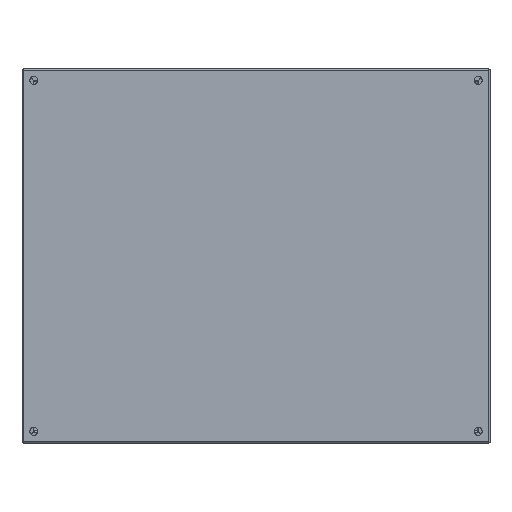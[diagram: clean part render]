
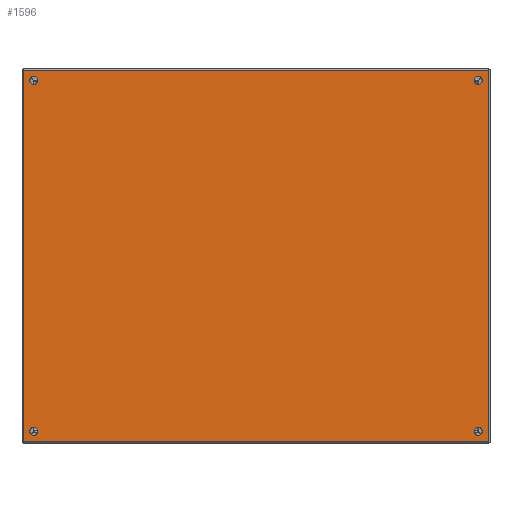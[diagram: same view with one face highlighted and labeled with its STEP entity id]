
A CAD part, top view. The second image highlights one B-rep face of the part: STEP entity #1596.
In plain terms, the highlighted face is planar.
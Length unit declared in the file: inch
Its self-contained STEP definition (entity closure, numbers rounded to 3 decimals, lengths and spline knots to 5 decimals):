
#245 = CARTESIAN_POINT ( 'NONE',  ( 0., 29.25, 11.25 ) ) ;
#1230 = CARTESIAN_POINT ( 'NONE',  ( 0., 29.5, -11.25 ) ) ;
#1596 = ADVANCED_FACE ( 'NONE', ( #26257, #6198, #25636, #19093, #9944 ), #31981, .F. ) ;
#2548 = CIRCLE ( 'NONE', #26135, 0.25 ) ;
#2793 = ORIENTED_EDGE ( 'NONE', *, *, #28371, .T. ) ;
#2998 = DIRECTION ( 'NONE',  ( 0., -1., 0. ) ) ;
#3417 = CARTESIAN_POINT ( 'NONE',  ( 0., 29., 11.25 ) ) ;
#3883 = VECTOR ( 'NONE', #12583, 39.37008 ) ;
#4127 = CARTESIAN_POINT ( 'NONE',  ( 0., 29.928, -11.892 ) ) ;
#4298 = DIRECTION ( 'NONE',  ( 0., -1., 0. ) ) ;
#4981 = CARTESIAN_POINT ( 'NONE',  ( 0., 0.072, 11.892 ) ) ;
#5099 = DIRECTION ( 'NONE',  ( 1., 0., 0. ) ) ;
#5453 = ORIENTED_EDGE ( 'NONE', *, *, #18414, .T. ) ;
#5835 = CARTESIAN_POINT ( 'NONE',  ( 0., 29.25, -11.25 ) ) ;
#6198 = FACE_BOUND ( 'NONE', #41638, .T. ) ;
#6547 = EDGE_CURVE ( 'NONE', #12002, #32961, #22416, .T. ) ;
#6958 = CARTESIAN_POINT ( 'NONE',  ( 0., 29.928, -11.928 ) ) ;
#6965 = EDGE_LOOP ( 'NONE', ( #37995, #13684, #33351, #5453 ) ) ;
#7792 = AXIS2_PLACEMENT_3D ( 'NONE', #8150, #21082, #17891 ) ;
#7886 = AXIS2_PLACEMENT_3D ( 'NONE', #16077, #25620, #12908 ) ;
#8095 = VERTEX_POINT ( 'NONE', #38285 ) ;
#8150 = CARTESIAN_POINT ( 'NONE',  ( 0., 0.75, 11.25 ) ) ;
#8352 = EDGE_CURVE ( 'NONE', #12540, #39667, #21970, .T. ) ;
#8717 = CIRCLE ( 'NONE', #37807, 0.25 ) ;
#8864 = VERTEX_POINT ( 'NONE', #29811 ) ;
#9291 = EDGE_CURVE ( 'NONE', #32961, #12002, #38218, .T. ) ;
#9485 = ORIENTED_EDGE ( 'NONE', *, *, #27044, .T. ) ;
#9944 = FACE_BOUND ( 'NONE', #24380, .T. ) ;
#10152 = ORIENTED_EDGE ( 'NONE', *, *, #9291, .T. ) ;
#10737 = CIRCLE ( 'NONE', #33729, 0.25 ) ;
#11555 = DIRECTION ( 'NONE',  ( 1., 0., 0. ) ) ;
#12002 = VERTEX_POINT ( 'NONE', #18936 ) ;
#12444 = CARTESIAN_POINT ( 'NONE',  ( 0., 0.072, -11.892 ) ) ;
#12540 = VERTEX_POINT ( 'NONE', #12444 ) ;
#12583 = DIRECTION ( 'NONE',  ( 0., 0., 1. ) ) ;
#12808 = LINE ( 'NONE', #28706, #3883 ) ;
#12815 = EDGE_LOOP ( 'NONE', ( #2793, #9485 ) ) ;
#12875 = AXIS2_PLACEMENT_3D ( 'NONE', #15452, #39368, #26458 ) ;
#12908 = DIRECTION ( 'NONE',  ( 0., -1., 0. ) ) ;
#13472 = LINE ( 'NONE', #6958, #40565 ) ;
#13684 = ORIENTED_EDGE ( 'NONE', *, *, #36004, .T. ) ;
#14009 = ORIENTED_EDGE ( 'NONE', *, *, #37428, .T. ) ;
#14284 = CARTESIAN_POINT ( 'NONE',  ( 0., 29.25, 11.25 ) ) ;
#15452 = CARTESIAN_POINT ( 'NONE',  ( 0., 0.75, 11.25 ) ) ;
#15549 = DIRECTION ( 'NONE',  ( 1., 0., 0. ) ) ;
#16077 = CARTESIAN_POINT ( 'NONE',  ( 0., 0.75, -11.25 ) ) ;
#16842 = DIRECTION ( 'NONE',  ( 1., 0., 0. ) ) ;
#16985 = DIRECTION ( 'NONE',  ( 0., 1., 0. ) ) ;
#17526 = VERTEX_POINT ( 'NONE', #39881 ) ;
#17654 = CIRCLE ( 'NONE', #36596, 0.25 ) ;
#17891 = DIRECTION ( 'NONE',  ( 0., -1., 0. ) ) ;
#18118 = AXIS2_PLACEMENT_3D ( 'NONE', #34214, #11555, #4298 ) ;
#18414 = EDGE_CURVE ( 'NONE', #12540, #8864, #12808, .T. ) ;
#18897 = VECTOR ( 'NONE', #40490, 39.37008 ) ;
#18936 = CARTESIAN_POINT ( 'NONE',  ( 0., 0.5, 11.25 ) ) ;
#18958 = VERTEX_POINT ( 'NONE', #22458 ) ;
#19093 = FACE_BOUND ( 'NONE', #32816, .T. ) ;
#19149 = VERTEX_POINT ( 'NONE', #1230 ) ;
#19420 = DIRECTION ( 'NONE',  ( 1., 0., 0. ) ) ;
#19712 = EDGE_CURVE ( 'NONE', #25957, #8864, #33949, .T. ) ;
#20443 = CARTESIAN_POINT ( 'NONE',  ( 0., 29.928, -11.892 ) ) ;
#20970 = DIRECTION ( 'NONE',  ( 0., -1., 0. ) ) ;
#21082 = DIRECTION ( 'NONE',  ( 1., 0., 0. ) ) ;
#21970 = LINE ( 'NONE', #4127, #38799 ) ;
#22416 = CIRCLE ( 'NONE', #12875, 0.25 ) ;
#22458 = CARTESIAN_POINT ( 'NONE',  ( 0., 29.5, 11.25 ) ) ;
#22886 = CARTESIAN_POINT ( 'NONE',  ( 0., 1., -11.25 ) ) ;
#24380 = EDGE_LOOP ( 'NONE', ( #36037, #34263 ) ) ;
#24654 = ORIENTED_EDGE ( 'NONE', *, *, #33673, .T. ) ;
#25620 = DIRECTION ( 'NONE',  ( 1., 0., 0. ) ) ;
#25636 = FACE_BOUND ( 'NONE', #12815, .T. ) ;
#25957 = VERTEX_POINT ( 'NONE', #39092 ) ;
#25986 = DIRECTION ( 'NONE',  ( 1., 0., 0. ) ) ;
#26135 = AXIS2_PLACEMENT_3D ( 'NONE', #245, #19420, #2998 ) ;
#26257 = FACE_OUTER_BOUND ( 'NONE', #6965, .T. ) ;
#26458 = DIRECTION ( 'NONE',  ( 0., -1., 0. ) ) ;
#27044 = EDGE_CURVE ( 'NONE', #19149, #8095, #29555, .T. ) ;
#27304 = CARTESIAN_POINT ( 'NONE',  ( 0., 29.25, -11.25 ) ) ;
#27969 = VERTEX_POINT ( 'NONE', #3417 ) ;
#28371 = EDGE_CURVE ( 'NONE', #8095, #19149, #8717, .T. ) ;
#28706 = CARTESIAN_POINT ( 'NONE',  ( 0., 0.072, 11.928 ) ) ;
#29555 = CIRCLE ( 'NONE', #36303, 0.25 ) ;
#29811 = CARTESIAN_POINT ( 'NONE',  ( 0., 0.072, 11.892 ) ) ;
#30755 = VERTEX_POINT ( 'NONE', #22886 ) ;
#31981 = PLANE ( 'NONE',  #18118 ) ;
#32572 = CARTESIAN_POINT ( 'NONE',  ( 0., 1., 11.25 ) ) ;
#32816 = EDGE_LOOP ( 'NONE', ( #37885, #10152 ) ) ;
#32907 = EDGE_CURVE ( 'NONE', #18958, #27969, #2548, .T. ) ;
#32961 = VERTEX_POINT ( 'NONE', #32572 ) ;
#33351 = ORIENTED_EDGE ( 'NONE', *, *, #8352, .F. ) ;
#33673 = EDGE_CURVE ( 'NONE', #17526, #30755, #36952, .T. ) ;
#33729 = AXIS2_PLACEMENT_3D ( 'NONE', #14284, #16842, #36740 ) ;
#33949 = LINE ( 'NONE', #4981, #18897 ) ;
#34214 = CARTESIAN_POINT ( 'NONE',  ( 0., 0.072, 11.928 ) ) ;
#34263 = ORIENTED_EDGE ( 'NONE', *, *, #32907, .T. ) ;
#34373 = DIRECTION ( 'NONE',  ( 0., -1., 0. ) ) ;
#36004 = EDGE_CURVE ( 'NONE', #25957, #39667, #13472, .T. ) ;
#36037 = ORIENTED_EDGE ( 'NONE', *, *, #39808, .T. ) ;
#36127 = CARTESIAN_POINT ( 'NONE',  ( 0., 0.75, -11.25 ) ) ;
#36303 = AXIS2_PLACEMENT_3D ( 'NONE', #27304, #5099, #20970 ) ;
#36326 = DIRECTION ( 'NONE',  ( 0., -1., 0. ) ) ;
#36596 = AXIS2_PLACEMENT_3D ( 'NONE', #36127, #25986, #36326 ) ;
#36740 = DIRECTION ( 'NONE',  ( 0., -1., 0. ) ) ;
#36952 = CIRCLE ( 'NONE', #7886, 0.25 ) ;
#37428 = EDGE_CURVE ( 'NONE', #30755, #17526, #17654, .T. ) ;
#37807 = AXIS2_PLACEMENT_3D ( 'NONE', #5835, #15549, #34373 ) ;
#37885 = ORIENTED_EDGE ( 'NONE', *, *, #6547, .T. ) ;
#37995 = ORIENTED_EDGE ( 'NONE', *, *, #19712, .F. ) ;
#38218 = CIRCLE ( 'NONE', #7792, 0.25 ) ;
#38285 = CARTESIAN_POINT ( 'NONE',  ( 0., 29., -11.25 ) ) ;
#38799 = VECTOR ( 'NONE', #16985, 39.37008 ) ;
#39092 = CARTESIAN_POINT ( 'NONE',  ( 0., 29.928, 11.892 ) ) ;
#39310 = DIRECTION ( 'NONE',  ( 0., 0., -1. ) ) ;
#39368 = DIRECTION ( 'NONE',  ( 1., 0., 0. ) ) ;
#39667 = VERTEX_POINT ( 'NONE', #20443 ) ;
#39808 = EDGE_CURVE ( 'NONE', #27969, #18958, #10737, .T. ) ;
#39881 = CARTESIAN_POINT ( 'NONE',  ( 0., 0.5, -11.25 ) ) ;
#40490 = DIRECTION ( 'NONE',  ( 0., -1., 0. ) ) ;
#40565 = VECTOR ( 'NONE', #39310, 39.37008 ) ;
#41638 = EDGE_LOOP ( 'NONE', ( #24654, #14009 ) ) ;
